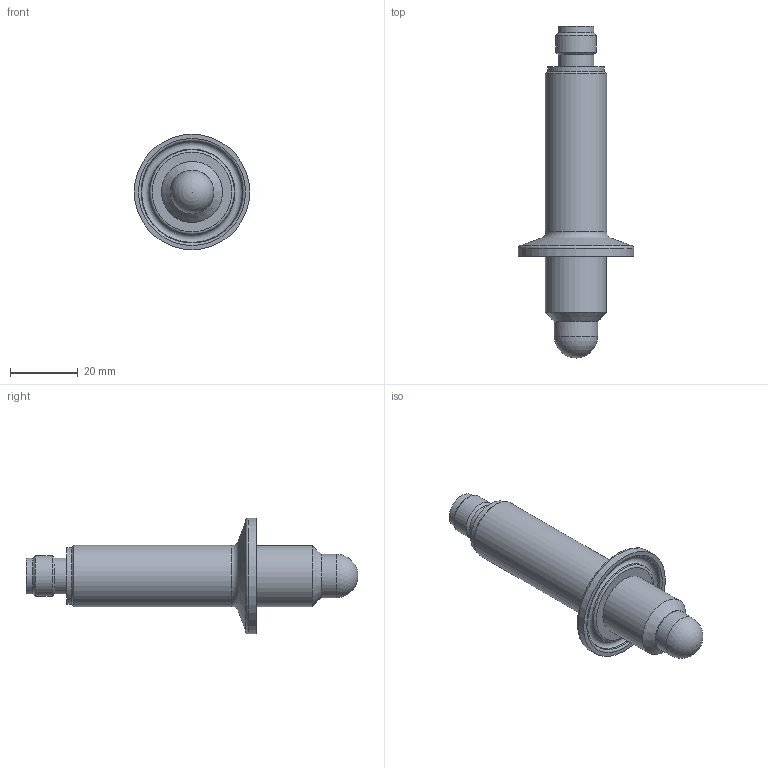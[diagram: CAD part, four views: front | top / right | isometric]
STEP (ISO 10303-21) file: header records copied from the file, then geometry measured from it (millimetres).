
FILE_DESCRIPTION(/* description */ (''),/* implementation_level */ '2;1');
FILE_NAME(/* name */ 'KA1525_Shrinkwrap_1.stp',/* time_stamp */ '2021-11-05T09:13:50+01:00',/* author */ ('Krieger Anja'),/* organization */ (''),/* preprocessor_version */ 'ST-DEVELOPER v18.1',/* originating_system */ 'Autodesk Inventor 2021',/* authorisation */ '');
FILE_SCHEMA (('AUTOMOTIVE_DESIGN { 1 0 10303 214 3 1 1 }'));
Length unit declared in the file: millimetre
Products named in the file (1): KA1525_Shrinkwrap_1
Bounding box: 34 x 97.75 x 34 mm (x, y, z)
Volume: 23152.9 mm3; surface area: 7131.2 mm2
Topology: 1 solids, 1 shells, 39 faces, 98 edges, 65 vertices
Faces by surface type: cylinder 15, cone 7, torus 6, plane 6, sphere 5
Full cylindrical faces by diameter (mm): 1 x4, 10.5 x2, 12 x1, 12.8 x1, 16.6 x1, 16.7 x1, 18 x2, 34 x1
Entity records: 1304 total; most frequent: DIRECTION 244, CARTESIAN_POINT 198, ORIENTED_EDGE 186, AXIS2_PLACEMENT_3D 111, EDGE_CURVE 93, CIRCLE 71, VERTEX_POINT 65, EDGE_LOOP 48
